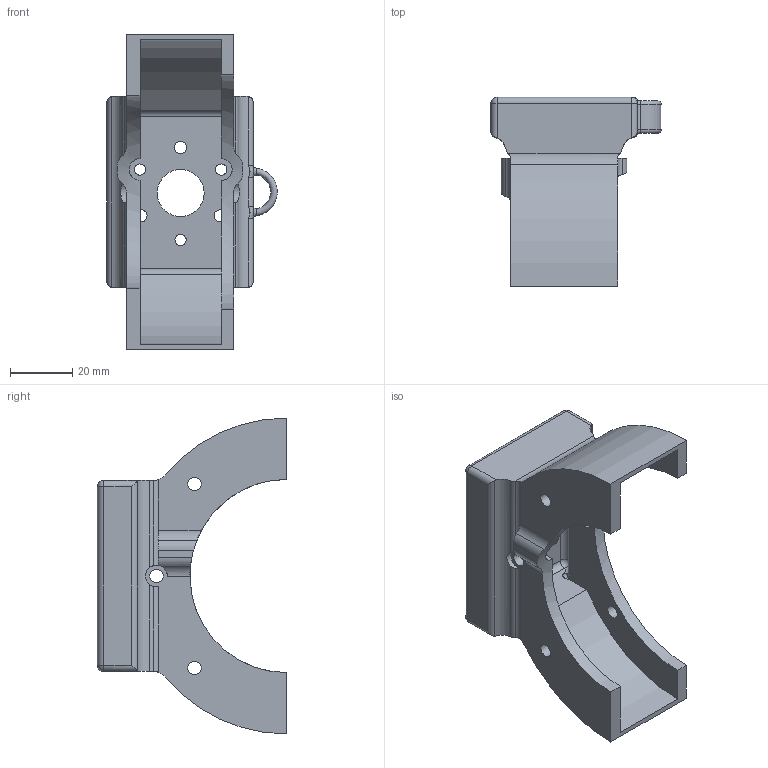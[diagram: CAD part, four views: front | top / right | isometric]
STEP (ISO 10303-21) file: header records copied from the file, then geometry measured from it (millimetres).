
FILE_DESCRIPTION(/* description */ (''),/* implementation_level */ '2;1');
FILE_NAME(/* name */ 'Acople motor perpendicular v1.stp',/* time_stamp */ '2023-11-05T11:41:52-05:00',/* author */ ('Daniel C'),/* organization */ (''),/* preprocessor_version */ 'ST-DEVELOPER v19.2',/* originating_system */ 'Autodesk Inventor 2023',/* authorisation */ '');
FILE_SCHEMA (('AUTOMOTIVE_DESIGN { 1 0 10303 214 3 1 1 }'));
Length unit declared in the file: millimetre
Products named in the file (1): Acople motor perpendicular
Bounding box: 54.67 x 60.68 x 101.36 mm (x, y, z)
Volume: 46042.7 mm3; surface area: 26320.5 mm2
Topology: 1 solids, 1 shells, 131 faces, 347 edges, 212 vertices
Faces by surface type: cylinder 77, plane 24, bspline 16, sphere 8, torus 6
Full cylindrical faces by diameter (mm): 3.615 x3, 3.878 x3, 4.327 x6, 15.09 x1
Entity records: 5587 total; most frequent: CARTESIAN_POINT 2353, ORIENTED_EDGE 686, DIRECTION 639, EDGE_CURVE 343, AXIS2_PLACEMENT_3D 256, VERTEX_POINT 212, EDGE_LOOP 157, CIRCLE 136
